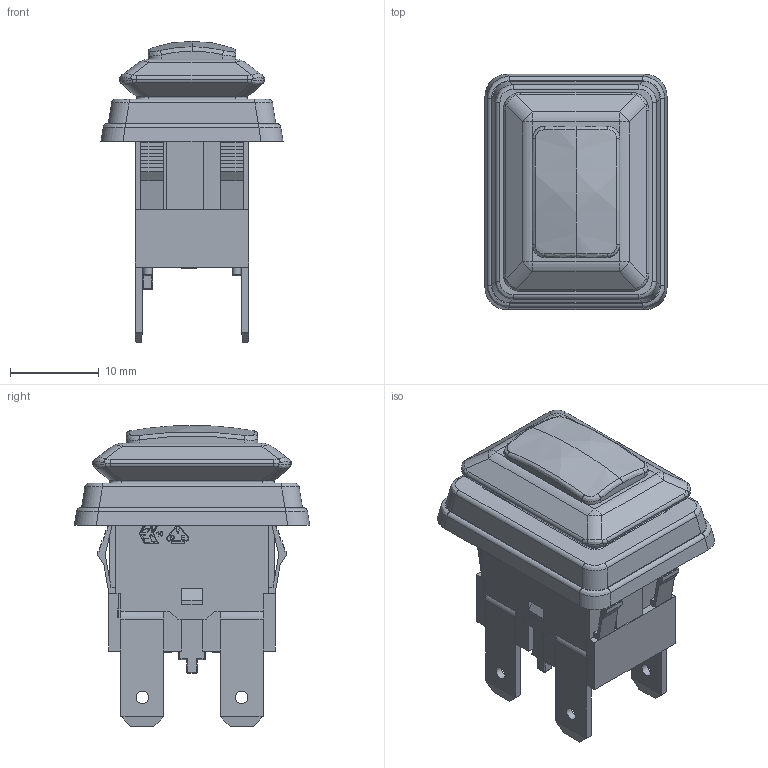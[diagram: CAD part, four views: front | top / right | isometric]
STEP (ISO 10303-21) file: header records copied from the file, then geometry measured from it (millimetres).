
FILE_DESCRIPTION(/* description */ (''),/* implementation_level */ '2;1');
FILE_NAME(/* name */ 'PA4R11Cx000-1xx.stp',/* time_stamp */ '2025-05-27T16:24:09-05:00',/* author */ ('mroman'),/* organization */ (''),/* preprocessor_version */ 'ST-DEVELOPER v18.1',/* originating_system */ 'Autodesk Inventor 2022',/* authorisation */ '');
FILE_SCHEMA (('AUTOMOTIVE_DESIGN { 1 0 10303 214 3 1 1 }'));
Length unit declared in the file: centimetre
Products named in the file (1): PA4R11Cx000-1xx
Bounding box: 20.5 x 26.5 x 33.9 mm (x, y, z)
Volume: 4613.5 mm3; surface area: 7112.2 mm2
Topology: 1 solids, 2 shells, 1393 faces, 3943 edges, 2547 vertices
Faces by surface type: plane 988, bspline 217, cylinder 170, sphere 12, torus 6
Full cylindrical faces by diameter (mm): 0.95 x4, 1.4 x4, 2.5 x2, 3 x1
Entity records: 47006 total; most frequent: CARTESIAN_POINT 11791, ORIENTED_EDGE 7886, DIRECTION 6372, EDGE_CURVE 3943, LINE 3118, VECTOR 3118, VERTEX_POINT 2547, AXIS2_PLACEMENT_3D 1627
